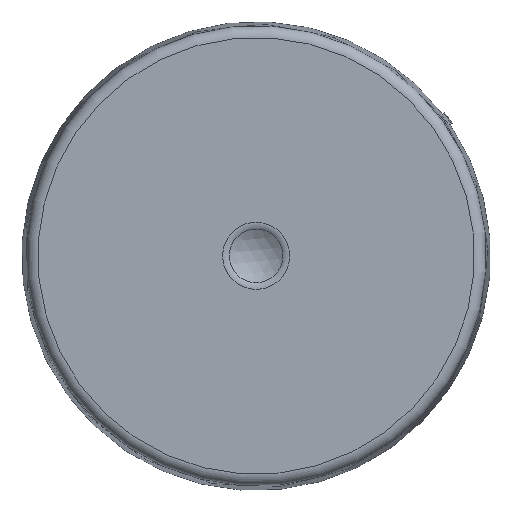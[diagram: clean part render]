
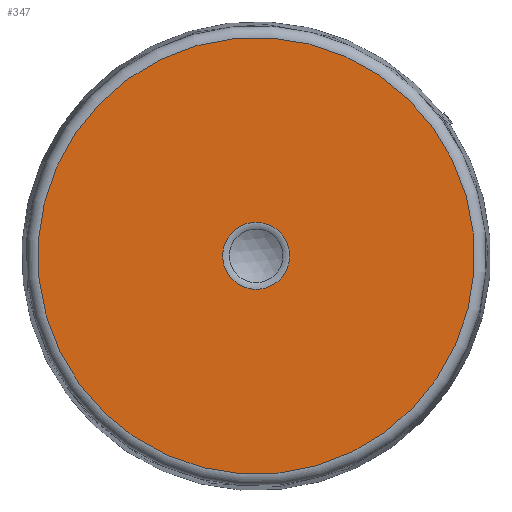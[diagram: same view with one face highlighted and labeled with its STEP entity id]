
A CAD part, top view. The second image highlights one B-rep face of the part: STEP entity #347.
In plain terms, the highlighted planar face has unit normal (0, 0, 1).
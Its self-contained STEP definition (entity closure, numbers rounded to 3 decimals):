
#24=FACE_BOUND('',#85,.T.);
#63=FACE_OUTER_BOUND('',#84,.T.);
#84=EDGE_LOOP('',(#265));
#85=EDGE_LOOP('',(#266,#267));
#111=CIRCLE('',#399,2.862);
#115=CIRCLE('',#403,2.862);
#116=CIRCLE('',#406,18.627);
#148=VERTEX_POINT('',#607);
#149=VERTEX_POINT('',#608);
#152=VERTEX_POINT('',#618);
#190=EDGE_CURVE('',#148,#149,#111,.T.);
#194=EDGE_CURVE('',#149,#148,#115,.T.);
#195=EDGE_CURVE('',#152,#152,#116,.T.);
#265=ORIENTED_EDGE('',*,*,#195,.F.);
#266=ORIENTED_EDGE('',*,*,#190,.F.);
#267=ORIENTED_EDGE('',*,*,#194,.F.);
#313=PLANE('',#405);
#347=ADVANCED_FACE('',(#63,#24),#313,.T.);
#399=AXIS2_PLACEMENT_3D('',#609,#493,#494);
#403=AXIS2_PLACEMENT_3D('',#615,#501,#502);
#405=AXIS2_PLACEMENT_3D('',#617,#505,#506);
#406=AXIS2_PLACEMENT_3D('',#619,#507,#508);
#493=DIRECTION('center_axis',(0.,0.,1.));
#494=DIRECTION('ref_axis',(-0.995,-0.105,0.));
#501=DIRECTION('center_axis',(0.,0.,1.));
#502=DIRECTION('ref_axis',(-0.995,-0.105,0.));
#505=DIRECTION('center_axis',(0.,0.,1.));
#506=DIRECTION('ref_axis',(-0.105,0.995,0.));
#507=DIRECTION('center_axis',(0.,0.,-1.));
#508=DIRECTION('ref_axis',(0.105,-0.995,0.));
#607=CARTESIAN_POINT('',(2.946,0.299,14.173));
#608=CARTESIAN_POINT('',(-0.199,2.846,14.173));
#609=CARTESIAN_POINT('Origin',(0.1,0.,14.173));
#615=CARTESIAN_POINT('Origin',(0.1,0.,14.173));
#617=CARTESIAN_POINT('Origin',(2.112,-19.145,14.173));
#618=CARTESIAN_POINT('',(-1.847,18.525,14.173));
#619=CARTESIAN_POINT('Origin',(0.1,0.,14.173));
